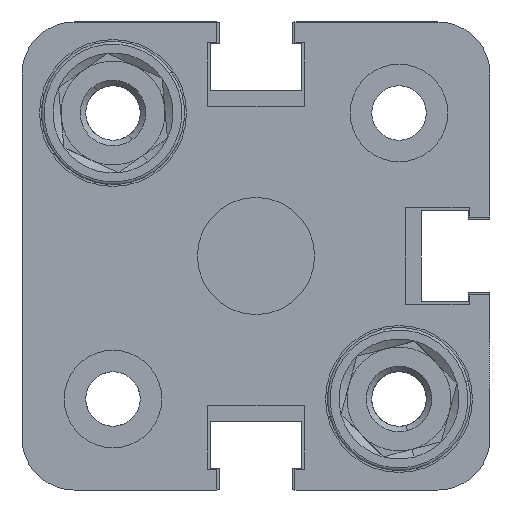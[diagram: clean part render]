
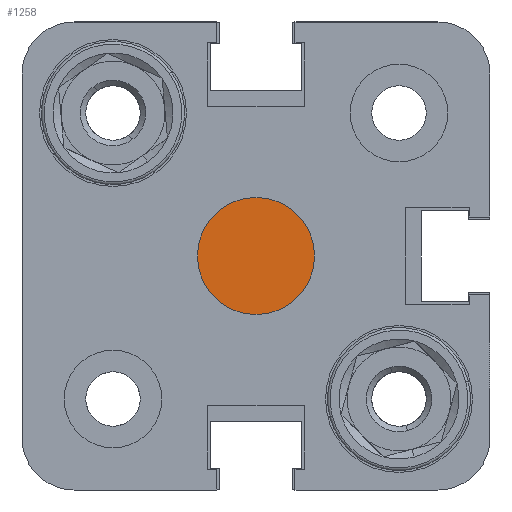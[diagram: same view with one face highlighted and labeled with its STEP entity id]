
A CAD part, left-side view. The second image highlights one B-rep face of the part: STEP entity #1258.
In plain terms, the highlighted planar face has unit normal (-1, 0, 0).
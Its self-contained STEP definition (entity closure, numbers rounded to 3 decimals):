
#406 = PLANE ( 'NONE',  #4713 ) ;
#844 = DIRECTION ( 'NONE',  ( 0., 0., 1. ) ) ;
#1258 = ADVANCED_FACE ( 'NONE', ( #4238 ), #406, .T. ) ;
#2496 = AXIS2_PLACEMENT_3D ( 'NONE', #5005, #25437, #13058 ) ;
#3778 = CARTESIAN_POINT ( 'NONE',  ( 3., 0., 4.5 ) ) ;
#4238 = FACE_OUTER_BOUND ( 'NONE', #8848, .T. ) ;
#4713 = AXIS2_PLACEMENT_3D ( 'NONE', #20453, #6455, #16234 ) ;
#5005 = CARTESIAN_POINT ( 'NONE',  ( 3., 0., 0. ) ) ;
#6455 = DIRECTION ( 'NONE',  ( -1., 0., 0. ) ) ;
#7530 = CIRCLE ( 'NONE', #9634, 4.5 ) ;
#8848 = EDGE_LOOP ( 'NONE', ( #11376, #16055 ) ) ;
#8869 = DIRECTION ( 'NONE',  ( -1., 0., 0. ) ) ;
#9634 = AXIS2_PLACEMENT_3D ( 'NONE', #10728, #8869, #844 ) ;
#10728 = CARTESIAN_POINT ( 'NONE',  ( 3., 0., 0. ) ) ;
#11376 = ORIENTED_EDGE ( 'NONE', *, *, #16023, .T. ) ;
#13058 = DIRECTION ( 'NONE',  ( 0., 0., 1. ) ) ;
#16023 = EDGE_CURVE ( 'NONE', #25556, #16966, #7530, .T. ) ;
#16055 = ORIENTED_EDGE ( 'NONE', *, *, #17663, .T. ) ;
#16234 = DIRECTION ( 'NONE',  ( 0., 0., 1. ) ) ;
#16966 = VERTEX_POINT ( 'NONE', #21850 ) ;
#17663 = EDGE_CURVE ( 'NONE', #16966, #25556, #23505, .T. ) ;
#20453 = CARTESIAN_POINT ( 'NONE',  ( 3., 0., 0. ) ) ;
#21850 = CARTESIAN_POINT ( 'NONE',  ( 3., 0., -4.5 ) ) ;
#23505 = CIRCLE ( 'NONE', #2496, 4.5 ) ;
#25437 = DIRECTION ( 'NONE',  ( -1., 0., 0. ) ) ;
#25556 = VERTEX_POINT ( 'NONE', #3778 ) ;
